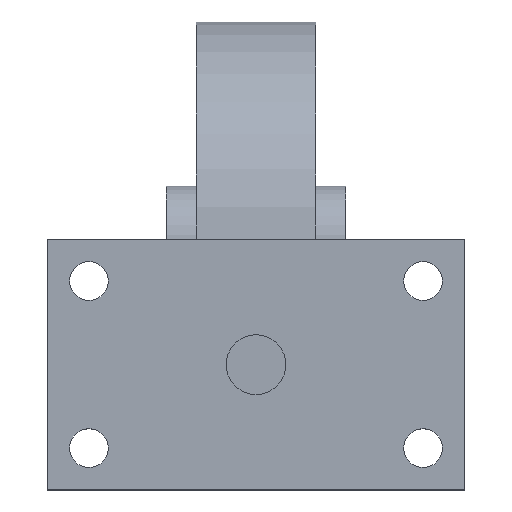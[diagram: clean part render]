
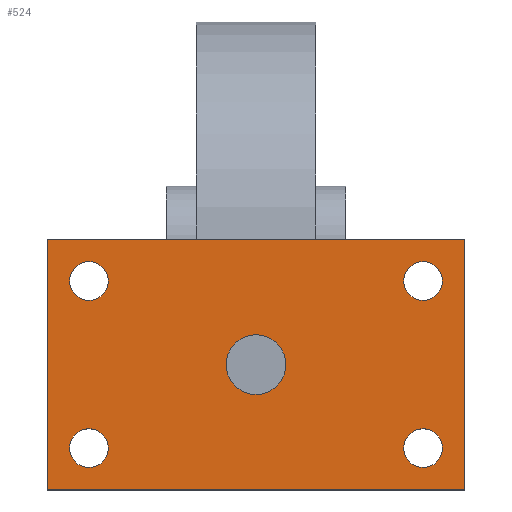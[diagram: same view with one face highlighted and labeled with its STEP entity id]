
A CAD part, top view. The second image highlights one B-rep face of the part: STEP entity #524.
In plain terms, the highlighted planar face has unit normal (0, 0, 1).
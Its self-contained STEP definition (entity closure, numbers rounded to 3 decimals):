
#37=FACE_BOUND('',#106,.T.);
#38=FACE_BOUND('',#107,.T.);
#39=FACE_BOUND('',#108,.T.);
#40=FACE_BOUND('',#109,.T.);
#41=FACE_BOUND('',#110,.T.);
#51=PLANE('',#605);
#74=FACE_OUTER_BOUND('',#105,.T.);
#105=EDGE_LOOP('',(#400,#401,#402,#403));
#106=EDGE_LOOP('',(#404));
#107=EDGE_LOOP('',(#405));
#108=EDGE_LOOP('',(#406));
#109=EDGE_LOOP('',(#407));
#110=EDGE_LOOP('',(#408));
#142=LINE('',#854,#185);
#146=LINE('',#862,#189);
#149=LINE('',#868,#192);
#152=LINE('',#873,#195);
#185=VECTOR('',#689,10.);
#189=VECTOR('',#695,10.);
#192=VECTOR('',#700,10.);
#195=VECTOR('',#705,10.);
#224=CIRCLE('',#588,3.25);
#226=CIRCLE('',#591,3.25);
#228=CIRCLE('',#594,5.);
#230=CIRCLE('',#597,3.25);
#232=CIRCLE('',#600,3.25);
#250=VERTEX_POINT('',#824);
#252=VERTEX_POINT('',#830);
#254=VERTEX_POINT('',#836);
#256=VERTEX_POINT('',#842);
#258=VERTEX_POINT('',#848);
#259=VERTEX_POINT('',#852);
#260=VERTEX_POINT('',#853);
#263=VERTEX_POINT('',#861);
#265=VERTEX_POINT('',#867);
#297=EDGE_CURVE('',#250,#250,#224,.T.);
#300=EDGE_CURVE('',#252,#252,#226,.T.);
#303=EDGE_CURVE('',#254,#254,#228,.T.);
#306=EDGE_CURVE('',#256,#256,#230,.T.);
#309=EDGE_CURVE('',#258,#258,#232,.T.);
#310=EDGE_CURVE('',#259,#260,#142,.T.);
#314=EDGE_CURVE('',#263,#259,#146,.T.);
#317=EDGE_CURVE('',#265,#263,#149,.T.);
#320=EDGE_CURVE('',#260,#265,#152,.T.);
#400=ORIENTED_EDGE('',*,*,#320,.F.);
#401=ORIENTED_EDGE('',*,*,#310,.F.);
#402=ORIENTED_EDGE('',*,*,#314,.F.);
#403=ORIENTED_EDGE('',*,*,#317,.F.);
#404=ORIENTED_EDGE('',*,*,#309,.T.);
#405=ORIENTED_EDGE('',*,*,#306,.T.);
#406=ORIENTED_EDGE('',*,*,#303,.T.);
#407=ORIENTED_EDGE('',*,*,#300,.T.);
#408=ORIENTED_EDGE('',*,*,#297,.T.);
#524=ADVANCED_FACE('',(#74,#37,#38,#39,#40,#41),#51,.T.);
#588=AXIS2_PLACEMENT_3D('',#826,#657,#658);
#591=AXIS2_PLACEMENT_3D('',#832,#664,#665);
#594=AXIS2_PLACEMENT_3D('',#838,#671,#672);
#597=AXIS2_PLACEMENT_3D('',#844,#678,#679);
#600=AXIS2_PLACEMENT_3D('',#850,#685,#686);
#605=AXIS2_PLACEMENT_3D('',#875,#707,#708);
#657=DIRECTION('center_axis',(0.,0.,-1.));
#658=DIRECTION('ref_axis',(0.,1.,0.));
#664=DIRECTION('center_axis',(0.,0.,-1.));
#665=DIRECTION('ref_axis',(0.,1.,0.));
#671=DIRECTION('center_axis',(0.,0.,-1.));
#672=DIRECTION('ref_axis',(0.,1.,0.));
#678=DIRECTION('center_axis',(0.,0.,-1.));
#679=DIRECTION('ref_axis',(0.,1.,0.));
#685=DIRECTION('center_axis',(0.,0.,-1.));
#686=DIRECTION('ref_axis',(0.,1.,0.));
#689=DIRECTION('',(1.,0.,0.));
#695=DIRECTION('',(0.,1.,0.));
#700=DIRECTION('',(-1.,0.,0.));
#705=DIRECTION('',(0.,-1.,0.));
#707=DIRECTION('center_axis',(0.,0.,1.));
#708=DIRECTION('ref_axis',(0.,1.,0.));
#824=CARTESIAN_POINT('',(-28.,-17.25,0.));
#826=CARTESIAN_POINT('Origin',(-28.,-14.,0.));
#830=CARTESIAN_POINT('',(-28.,10.75,0.));
#832=CARTESIAN_POINT('Origin',(-28.,14.,0.));
#836=CARTESIAN_POINT('',(0.,-5.,0.));
#838=CARTESIAN_POINT('Origin',(0.,0.,0.));
#842=CARTESIAN_POINT('',(28.,-17.25,0.));
#844=CARTESIAN_POINT('Origin',(28.,-14.,0.));
#848=CARTESIAN_POINT('',(28.,10.75,0.));
#850=CARTESIAN_POINT('Origin',(28.,14.,0.));
#852=CARTESIAN_POINT('',(-35.,21.,0.));
#853=CARTESIAN_POINT('',(35.,21.,0.));
#854=CARTESIAN_POINT('',(-35.,21.,0.));
#861=CARTESIAN_POINT('',(-35.,-21.,0.));
#862=CARTESIAN_POINT('',(-35.,-21.,0.));
#867=CARTESIAN_POINT('',(35.,-21.,0.));
#868=CARTESIAN_POINT('',(35.,-21.,0.));
#873=CARTESIAN_POINT('',(35.,21.,0.));
#875=CARTESIAN_POINT('Origin',(0.,0.,0.));
